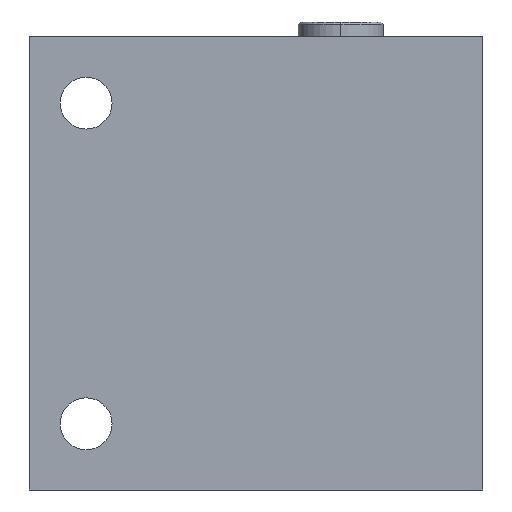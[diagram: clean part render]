
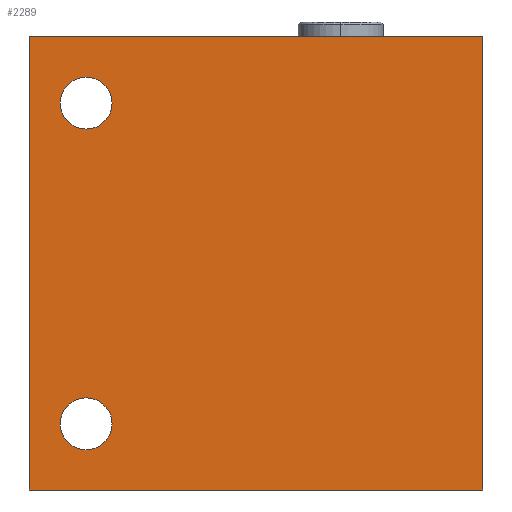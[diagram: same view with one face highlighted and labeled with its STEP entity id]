
A CAD part, left-side view. The second image highlights one B-rep face of the part: STEP entity #2289.
In plain terms, the highlighted planar face has unit normal (-1, 0, 0).
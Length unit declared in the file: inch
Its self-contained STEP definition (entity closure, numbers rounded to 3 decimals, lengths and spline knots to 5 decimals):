
#1=DIRECTION('',(0.,-1.,0.));
#2=VECTOR('',#1,3.);
#3=CARTESIAN_POINT('',(0.,0.,0.));
#4=LINE('',#3,#2);
#27=DIRECTION('',(0.,0.,1.));
#28=VECTOR('',#27,3.);
#29=CARTESIAN_POINT('',(0.,0.,0.));
#30=LINE('',#29,#28);
#31=CARTESIAN_POINT('',(0.,-0.375,0.438));
#32=DIRECTION('',(1.,0.,0.));
#33=DIRECTION('',(0.,0.,-1.));
#34=AXIS2_PLACEMENT_3D('',#31,#32,#33);
#36=CARTESIAN_POINT('',(0.,-0.375,0.438));
#37=DIRECTION('',(1.,0.,0.));
#38=DIRECTION('',(0.,0.,1.));
#39=AXIS2_PLACEMENT_3D('',#36,#37,#38);
#41=CARTESIAN_POINT('',(0.,-0.375,2.562));
#42=DIRECTION('',(1.,0.,0.));
#43=DIRECTION('',(0.,0.,-1.));
#44=AXIS2_PLACEMENT_3D('',#41,#42,#43);
#46=CARTESIAN_POINT('',(0.,-0.375,2.562));
#47=DIRECTION('',(1.,0.,0.));
#48=DIRECTION('',(0.,0.,1.));
#49=AXIS2_PLACEMENT_3D('',#46,#47,#48);
#89=DIRECTION('',(0.,0.,1.));
#90=VECTOR('',#89,3.);
#91=CARTESIAN_POINT('',(0.,-3.,0.));
#92=LINE('',#91,#90);
#113=DIRECTION('',(0.,-1.,0.));
#114=VECTOR('',#113,3.);
#115=CARTESIAN_POINT('',(0.,0.,3.));
#116=LINE('',#115,#114);
#1989=CARTESIAN_POINT('',(0.,0.,0.));
#1990=CARTESIAN_POINT('',(0.,-3.,0.));
#1991=VERTEX_POINT('',#1989);
#1992=VERTEX_POINT('',#1990);
#1997=CARTESIAN_POINT('',(0.,0.,3.));
#1998=CARTESIAN_POINT('',(0.,-3.,3.));
#1999=VERTEX_POINT('',#1997);
#2000=VERTEX_POINT('',#1998);
#2155=CARTESIAN_POINT('',(0.,-0.375,0.266));
#2156=CARTESIAN_POINT('',(0.,-0.375,0.61));
#2157=VERTEX_POINT('',#2155);
#2158=VERTEX_POINT('',#2156);
#2163=CARTESIAN_POINT('',(0.,-0.375,2.39));
#2164=CARTESIAN_POINT('',(0.,-0.375,2.734));
#2165=VERTEX_POINT('',#2163);
#2166=VERTEX_POINT('',#2164);
#2263=CARTESIAN_POINT('',(0.,0.,0.));
#2264=DIRECTION('',(-1.,0.,0.));
#2265=DIRECTION('',(0.,-1.,0.));
#2266=AXIS2_PLACEMENT_3D('',#2263,#2264,#2265);
#2267=PLANE('',#2266);
#2268=ORIENTED_EDGE('',*,*,#2246,.F.);
#2270=ORIENTED_EDGE('',*,*,#2269,.T.);
#2272=ORIENTED_EDGE('',*,*,#2271,.T.);
#2274=ORIENTED_EDGE('',*,*,#2273,.F.);
#2275=EDGE_LOOP('',(#2268,#2270,#2272,#2274));
#2276=FACE_OUTER_BOUND('',#2275,.F.);
#2278=ORIENTED_EDGE('',*,*,#2277,.F.);
#2280=ORIENTED_EDGE('',*,*,#2279,.F.);
#2281=EDGE_LOOP('',(#2278,#2280));
#2282=FACE_BOUND('',#2281,.F.);
#2284=ORIENTED_EDGE('',*,*,#2283,.F.);
#2286=ORIENTED_EDGE('',*,*,#2285,.F.);
#2287=EDGE_LOOP('',(#2284,#2286));
#2288=FACE_BOUND('',#2287,.F.);
#2289=ADVANCED_FACE('',(#2276,#2282,#2288),#2267,.T.);
#35=CIRCLE('',#34,0.172);
#40=CIRCLE('',#39,0.172);
#45=CIRCLE('',#44,0.172);
#50=CIRCLE('',#49,0.172);
#2246=EDGE_CURVE('',#1991,#1992,#4,.T.);
#2269=EDGE_CURVE('',#1991,#1999,#30,.T.);
#2271=EDGE_CURVE('',#1999,#2000,#116,.T.);
#2273=EDGE_CURVE('',#1992,#2000,#92,.T.);
#2277=EDGE_CURVE('',#2157,#2158,#35,.T.);
#2279=EDGE_CURVE('',#2158,#2157,#40,.T.);
#2283=EDGE_CURVE('',#2165,#2166,#45,.T.);
#2285=EDGE_CURVE('',#2166,#2165,#50,.T.);
